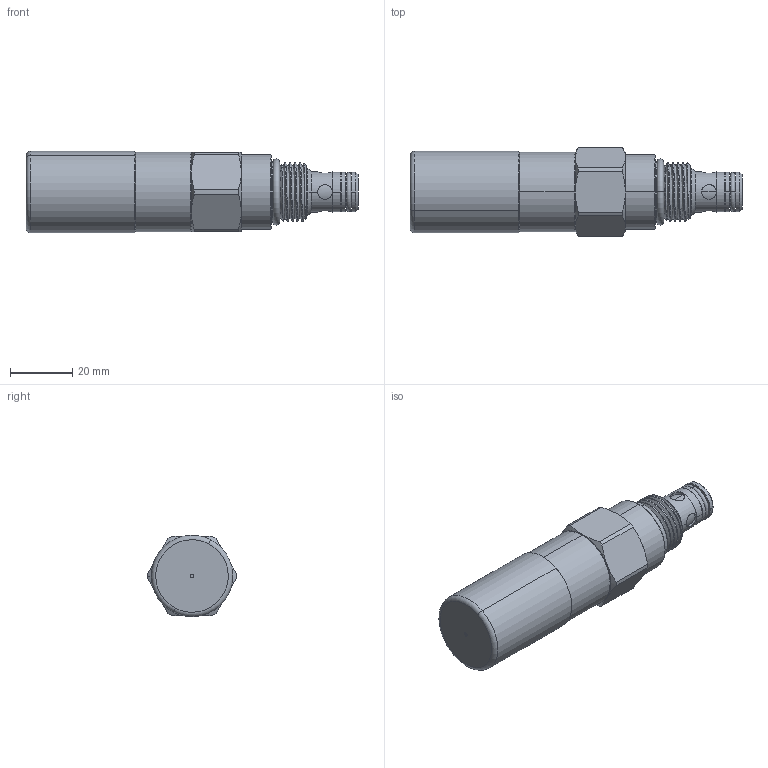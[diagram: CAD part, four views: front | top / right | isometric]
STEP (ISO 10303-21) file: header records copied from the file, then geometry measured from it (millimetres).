
FILE_DESCRIPTION (( 'STEP AP203' ), '1' );
FILE_NAME ('RD08W24-C.STEP', '2024-11-13T02:09:26', ( '' ), ( '' ), 'SwSTEP 2.0', 'SolidWorks 2018', '' );
FILE_SCHEMA (( 'CONFIG_CONTROL_DESIGN' ));
Length unit declared in the file: millimetre
Products named in the file (1): RD08W24-C
Bounding box: 106.65 x 28.57 x 26.17 mm (x, y, z)
Volume: 46318.5 mm3; surface area: 9586.6 mm2
Topology: 1 solids, 1 shells, 119 faces, 265 edges, 166 vertices
Faces by surface type: cylinder 58, cone 30, plane 24, torus 6, bspline 1
Entity records: 5549 total; most frequent: CARTESIAN_POINT 2880, DIRECTION 553, ORIENTED_EDGE 530, EDGE_CURVE 265, AXIS2_PLACEMENT_3D 237, VERTEX_POINT 166, EDGE_LOOP 137, ADVANCED_FACE 119
